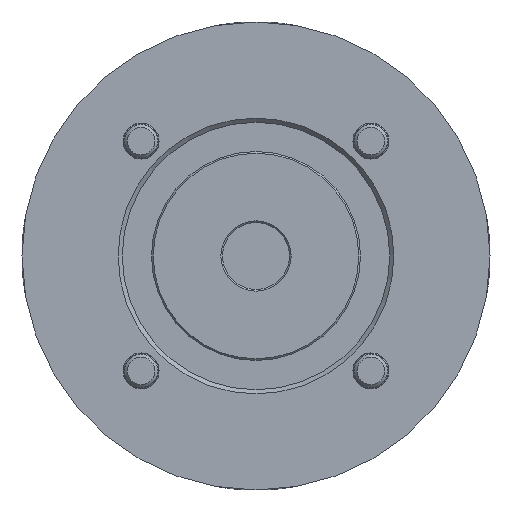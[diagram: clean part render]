
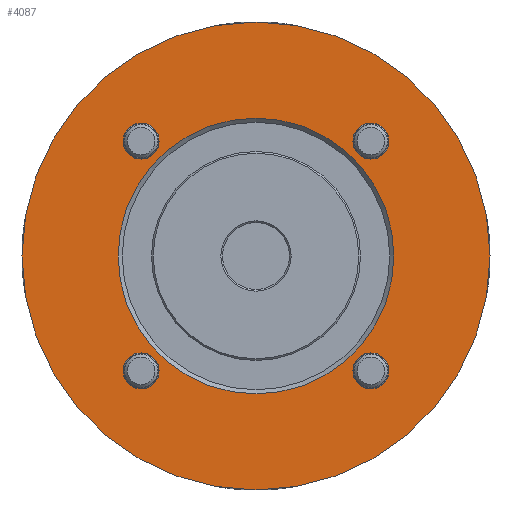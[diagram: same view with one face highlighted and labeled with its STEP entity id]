
A CAD part, left-side view. The second image highlights one B-rep face of the part: STEP entity #4087.
In plain terms, the highlighted planar face has unit normal (-1, 0, 0).
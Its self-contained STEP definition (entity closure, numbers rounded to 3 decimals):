
#1023=FACE_BOUND('',#1462,.T.);
#1024=FACE_BOUND('',#1463,.T.);
#1025=FACE_BOUND('',#1464,.T.);
#1026=FACE_BOUND('',#1465,.T.);
#1027=FACE_BOUND('',#1466,.T.);
#1230=FACE_OUTER_BOUND('',#1461,.T.);
#1461=EDGE_LOOP('',(#3747));
#1462=EDGE_LOOP('',(#3748));
#1463=EDGE_LOOP('',(#3749));
#1464=EDGE_LOOP('',(#3750));
#1465=EDGE_LOOP('',(#3751));
#1466=EDGE_LOOP('',(#3752));
#1564=CIRCLE('',#4297,28.);
#1669=CIRCLE('',#4509,2.15);
#1670=CIRCLE('',#4511,2.15);
#1671=CIRCLE('',#4513,2.15);
#1672=CIRCLE('',#4515,2.15);
#1673=CIRCLE('',#4517,16.5);
#1850=VERTEX_POINT('',#6201);
#2058=VERTEX_POINT('',#7003);
#2059=VERTEX_POINT('',#7007);
#2060=VERTEX_POINT('',#7011);
#2061=VERTEX_POINT('',#7015);
#2062=VERTEX_POINT('',#7019);
#2311=EDGE_CURVE('',#1850,#1850,#1564,.T.);
#2619=EDGE_CURVE('',#2058,#2058,#1669,.T.);
#2621=EDGE_CURVE('',#2059,#2059,#1670,.T.);
#2623=EDGE_CURVE('',#2060,#2060,#1671,.T.);
#2625=EDGE_CURVE('',#2061,#2061,#1672,.T.);
#2626=EDGE_CURVE('',#2062,#2062,#1673,.T.);
#3747=ORIENTED_EDGE('',*,*,#2311,.F.);
#3748=ORIENTED_EDGE('',*,*,#2619,.T.);
#3749=ORIENTED_EDGE('',*,*,#2621,.T.);
#3750=ORIENTED_EDGE('',*,*,#2623,.T.);
#3751=ORIENTED_EDGE('',*,*,#2625,.T.);
#3752=ORIENTED_EDGE('',*,*,#2626,.F.);
#3884=PLANE('',#4516);
#4087=ADVANCED_FACE('',(#1230,#1023,#1024,#1025,#1026,#1027),#3884,.T.);
#4297=AXIS2_PLACEMENT_3D('',#6202,#5049,#5050);
#4509=AXIS2_PLACEMENT_3D('',#7005,#5660,#5661);
#4511=AXIS2_PLACEMENT_3D('',#7009,#5665,#5666);
#4513=AXIS2_PLACEMENT_3D('',#7013,#5670,#5671);
#4515=AXIS2_PLACEMENT_3D('',#7017,#5675,#5676);
#4516=AXIS2_PLACEMENT_3D('',#7018,#5677,#5678);
#4517=AXIS2_PLACEMENT_3D('',#7020,#5679,#5680);
#5049=DIRECTION('center_axis',(1.,0.,0.));
#5050=DIRECTION('ref_axis',(0.,0.,
-1.));
#5660=DIRECTION('center_axis',(1.,0.,0.));
#5661=DIRECTION('ref_axis',(0.,0.,
-1.));
#5665=DIRECTION('center_axis',(1.,0.,0.));
#5666=DIRECTION('ref_axis',(0.,0.,
-1.));
#5670=DIRECTION('center_axis',(1.,0.,0.));
#5671=DIRECTION('ref_axis',(0.,0.,
-1.));
#5675=DIRECTION('center_axis',(1.,0.,0.));
#5676=DIRECTION('ref_axis',(0.,0.,
-1.));
#5677=DIRECTION('center_axis',(-1.,0.,0.));
#5678=DIRECTION('ref_axis',(0.,0.,
1.));
#5679=DIRECTION('center_axis',(-1.,0.,0.));
#5680=DIRECTION('ref_axis',(0.,0.,
-1.));
#6201=CARTESIAN_POINT('',(-51.8,28.,0.));
#6202=CARTESIAN_POINT('Origin',(-51.8,0.,0.));
#7003=CARTESIAN_POINT('',(-51.8,-13.746,15.896));
#7005=CARTESIAN_POINT('Origin',(-51.8,-13.746,13.746));
#7007=CARTESIAN_POINT('',(-51.8,13.746,-11.596));
#7009=CARTESIAN_POINT('Origin',(-51.8,13.746,-13.746));
#7011=CARTESIAN_POINT('',(-51.8,13.746,15.896));
#7013=CARTESIAN_POINT('Origin',(-51.8,13.746,13.746));
#7015=CARTESIAN_POINT('',(-51.8,-13.746,-11.596));
#7017=CARTESIAN_POINT('Origin',(-51.8,-13.746,-13.746));
#7018=CARTESIAN_POINT('Origin',(-51.8,28.,0.));
#7019=CARTESIAN_POINT('',(-51.8,0.,16.5));
#7020=CARTESIAN_POINT('Origin',(-51.8,0.,0.));
